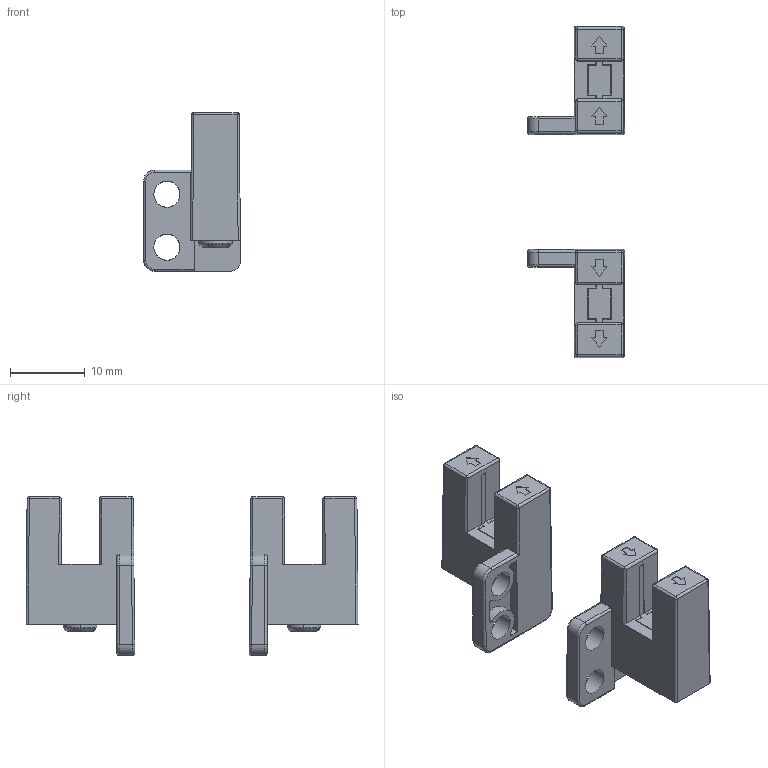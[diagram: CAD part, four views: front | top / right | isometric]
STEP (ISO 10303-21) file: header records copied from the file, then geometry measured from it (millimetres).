
FILE_DESCRIPTION((''),'2;1');
FILE_NAME('F45_ASM_R45_ASM','2021-05-26T',('admin'),(''),'PRO/ENGINEER BY PARAMETRIC TECHNOLOGY CORPORATION, 2008380','PRO/ENGINEER BY PARAMETRIC TECHNOLOGY CORPORATION, 2008380','');
FILE_SCHEMA(('CONFIG_CONTROL_DESIGN'));
Length unit declared in the file: millimetre
Products named in the file (11): MANIFOLD_SOLID_BREP_3620; MANIFOLD_SOLID_BREP_7240; 670WR-0308__35_ASM; MANIFOLD_SOLID_BREP_10663; MANIFOLD_SOLID_BREP_14052; 670-1__2_ASM; MANIFOLD_SOLID_BREP_14596; MANIFOLD_SOLID_BREP_15112; F45-A_6_ASM; F45_ASM_53_ASM; F45_ASM_R45_ASM
Assembly tree (10 placements, depth 4):
  F45_ASM_R45_ASM
    F45_ASM_53_ASM
      670WR-0308__35_ASM
        MANIFOLD_SOLID_BREP_3620
        MANIFOLD_SOLID_BREP_7240
      670-1__2_ASM
        MANIFOLD_SOLID_BREP_10663
        MANIFOLD_SOLID_BREP_14052
      F45-A_6_ASM
        MANIFOLD_SOLID_BREP_14596
        MANIFOLD_SOLID_BREP_15112
Bounding box: 13.02 x 44.54 x 21.3 mm (x, y, z)
Volume: 1843 mm3; surface area: 4528.5 mm2
Topology: 6 solids, 6 shells, 472 faces, 1257 edges, 787 vertices
Faces by surface type: plane 296, cylinder 114, cone 36, torus 10, sphere 8, bspline 8
Entity records: 15716 total; most frequent: CARTESIAN_POINT 3874, ORIENTED_EDGE 2482, DIRECTION 2330, EDGE_CURVE 1241, VECTOR 936, LINE 936, VERTEX_POINT 787, AXIS2_PLACEMENT_3D 697
